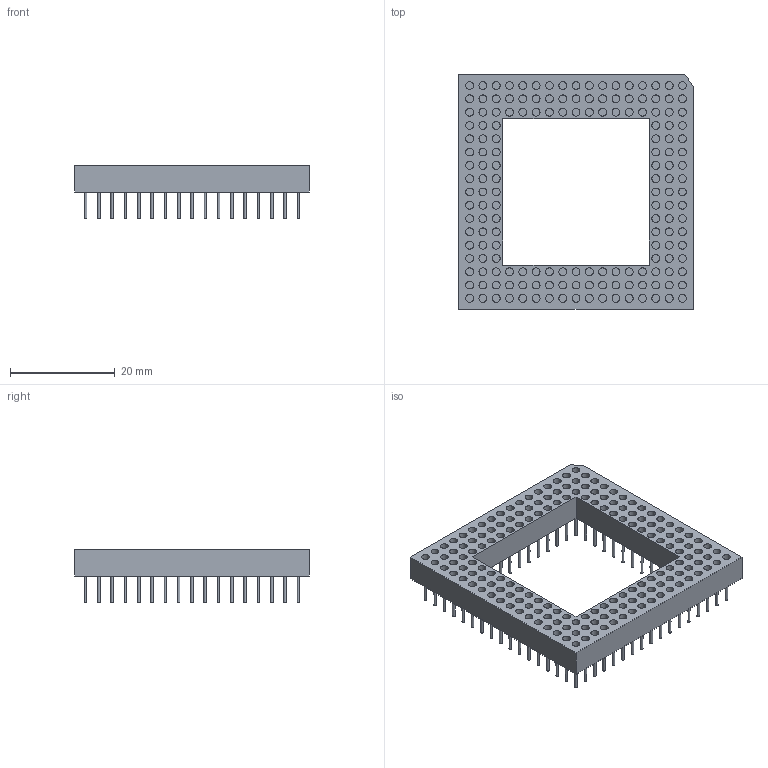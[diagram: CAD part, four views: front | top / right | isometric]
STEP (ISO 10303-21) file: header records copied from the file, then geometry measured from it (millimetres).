
FILE_DESCRIPTION(('FreeCAD Model'),'2;1');
FILE_NAME('Open CASCADE Shape Model','2024-01-31T14:46:43',('Author'),( ''),'Open CASCADE STEP processor 7.6','FreeCAD','Unknown');
FILE_SCHEMA(('AUTOMOTIVE_DESIGN { 1 0 10303 214 1 1 1 1 }'));
Length unit declared in the file: millimetre
Products named in the file (1): Pocket001
Bounding box: 44.83 x 44.83 x 10 mm (x, y, z)
Volume: 5096.9 mm3; surface area: 8385.1 mm2
Topology: 1 solids, 1 shells, 683 faces, 1035 edges, 690 vertices
Faces by surface type: plane 347, cylinder 336
Full cylindrical faces by diameter (mm): 0.5 x168, 1.5 x168
Entity records: 15467 total; most frequent: DIRECTION 3075, CARTESIAN_POINT 2409, ORIENTED_EDGE 2070, AXIS2_PLACEMENT_3D 1356, EDGE_CURVE 1035, FACE_BOUND 1021, EDGE_LOOP 1021, VERTEX_POINT 690
